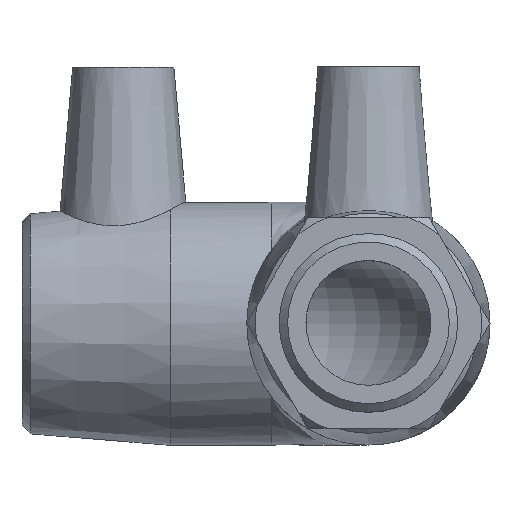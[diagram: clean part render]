
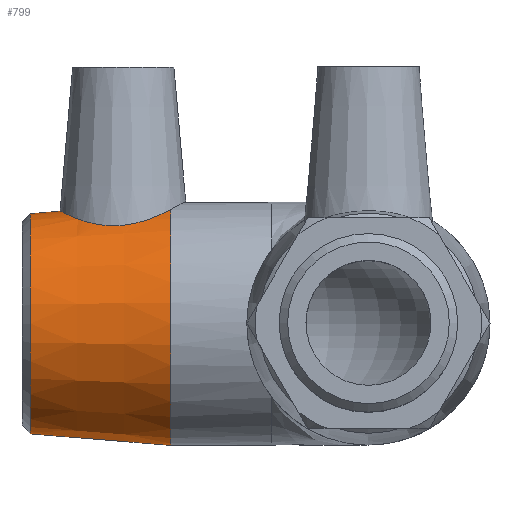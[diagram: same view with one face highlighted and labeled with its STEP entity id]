
A CAD part, top view. The second image highlights one B-rep face of the part: STEP entity #799.
In plain terms, the highlighted conical face has half-angle 4.677 degrees and reference radius 17.1 mm.
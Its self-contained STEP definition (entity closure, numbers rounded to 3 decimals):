
#17=B_SPLINE_CURVE_WITH_KNOTS('',3,(#1383,#1384,#1385,#1386,#1387,#1388,
#1389,#1390,#1391,#1392,#1393,#1394,#1395,#1396,#1397,#1398,#1399,#1400,
#1401,#1402,#1403,#1404,#1405,#1406),.UNSPECIFIED.,.F.,.F.,(4,2,2,2,2,2,
2,2,2,2,2,4),(0.,0.35,0.699,1.051,1.403,
1.755,2.107,2.457,2.806,3.192,
3.578,3.663),.UNSPECIFIED.);
#18=B_SPLINE_CURVE_WITH_KNOTS('',3,(#1409,#1410,#1411,#1412,#1413,#1414,
#1415,#1416),.UNSPECIFIED.,.F.,.F.,(4,2,2,4),(-0.856,-0.772,
-0.386,0.),.UNSPECIFIED.);
#127=FACE_BOUND('',#252,.T.);
#182=FACE_OUTER_BOUND('',#251,.T.);
#251=EDGE_LOOP('',(#656,#657,#658));
#252=EDGE_LOOP('',(#659));
#337=CIRCLE('',#884,16.302);
#338=CIRCLE('',#886,18.);
#413=VERTEX_POINT('',#1378);
#414=VERTEX_POINT('',#1381);
#415=VERTEX_POINT('',#1382);
#416=VERTEX_POINT('',#1407);
#509=EDGE_CURVE('',#413,#413,#337,.T.);
#510=EDGE_CURVE('',#414,#415,#17,.T.);
#511=EDGE_CURVE('',#416,#415,#338,.T.);
#512=EDGE_CURVE('',#416,#414,#18,.T.);
#656=ORIENTED_EDGE('',*,*,#510,.T.);
#657=ORIENTED_EDGE('',*,*,#511,.F.);
#658=ORIENTED_EDGE('',*,*,#512,.T.);
#659=ORIENTED_EDGE('',*,*,#509,.F.);
#764=CONICAL_SURFACE('',#885,17.1,4.677);
#799=ADVANCED_FACE('',(#182,#127),#764,.T.);
#884=AXIS2_PLACEMENT_3D('',#1379,#1062,#1063);
#885=AXIS2_PLACEMENT_3D('',#1380,#1064,#1065);
#886=AXIS2_PLACEMENT_3D('',#1408,#1066,#1067);
#1062=DIRECTION('center_axis',(-1.,0.,0.));
#1063=DIRECTION('ref_axis',(0.,-1.,0.));
#1064=DIRECTION('center_axis',(1.,0.,0.));
#1065=DIRECTION('ref_axis',(0.,1.,0.));
#1066=DIRECTION('center_axis',(1.,0.,0.));
#1067=DIRECTION('ref_axis',(0.,0.,-1.));
#1378=CARTESIAN_POINT('',(-50.054,16.302,0.));
#1379=CARTESIAN_POINT('Origin',(-50.054,0.,0.));
#1380=CARTESIAN_POINT('Origin',(-40.3,0.,0.));
#1381=CARTESIAN_POINT('',(-36.785,14.536,9.54));
#1382=CARTESIAN_POINT('',(-29.3,16.901,-6.192));
#1383=CARTESIAN_POINT('Ctrl Pts',(-36.785,14.536,9.54));
#1384=CARTESIAN_POINT('Ctrl Pts',(-37.947,14.457,9.488));
#1385=CARTESIAN_POINT('Ctrl Pts',(-39.162,14.539,9.194));
#1386=CARTESIAN_POINT('Ctrl Pts',(-41.354,14.942,8.155));
#1387=CARTESIAN_POINT('Ctrl Pts',(-42.335,15.251,7.411));
#1388=CARTESIAN_POINT('Ctrl Pts',(-43.876,15.819,5.746));
#1389=CARTESIAN_POINT('Ctrl Pts',(-44.547,16.121,4.703));
#1390=CARTESIAN_POINT('Ctrl Pts',(-45.443,16.544,2.417));
#1391=CARTESIAN_POINT('Ctrl Pts',(-45.667,16.661,1.173));
#1392=CARTESIAN_POINT('Ctrl Pts',(-45.667,16.661,-1.173));
#1393=CARTESIAN_POINT('Ctrl Pts',(-45.443,16.544,-2.417));
#1394=CARTESIAN_POINT('Ctrl Pts',(-44.547,16.121,-4.703));
#1395=CARTESIAN_POINT('Ctrl Pts',(-43.876,15.819,-5.746));
#1396=CARTESIAN_POINT('Ctrl Pts',(-42.335,15.251,-7.411));
#1397=CARTESIAN_POINT('Ctrl Pts',(-41.354,14.942,-8.155));
#1398=CARTESIAN_POINT('Ctrl Pts',(-39.162,14.539,-9.194));
#1399=CARTESIAN_POINT('Ctrl Pts',(-37.947,14.457,-9.488));
#1400=CARTESIAN_POINT('Ctrl Pts',(-35.503,14.624,-9.598));
#1401=CARTESIAN_POINT('Ctrl Pts',(-34.177,14.912,-9.37));
#1402=CARTESIAN_POINT('Ctrl Pts',(-31.777,15.703,-8.398));
#1403=CARTESIAN_POINT('Ctrl Pts',(-30.698,16.193,-7.655));
#1404=CARTESIAN_POINT('Ctrl Pts',(-29.658,16.715,-6.603));
#1405=CARTESIAN_POINT('Ctrl Pts',(-29.476,16.809,-6.403));
#1406=CARTESIAN_POINT('Ctrl Pts',(-29.3,16.901,-6.192));
#1407=CARTESIAN_POINT('',(-29.3,16.901,6.192));
#1408=CARTESIAN_POINT('Origin',(-29.3,0.,0.));
#1409=CARTESIAN_POINT('Ctrl Pts',(-29.3,16.901,6.192));
#1410=CARTESIAN_POINT('Ctrl Pts',(-29.476,16.809,6.403));
#1411=CARTESIAN_POINT('Ctrl Pts',(-29.658,16.715,6.603));
#1412=CARTESIAN_POINT('Ctrl Pts',(-30.698,16.193,7.655));
#1413=CARTESIAN_POINT('Ctrl Pts',(-31.777,15.703,8.398));
#1414=CARTESIAN_POINT('Ctrl Pts',(-34.177,14.912,9.37));
#1415=CARTESIAN_POINT('Ctrl Pts',(-35.503,14.624,9.598));
#1416=CARTESIAN_POINT('Ctrl Pts',(-36.785,14.536,9.54));
